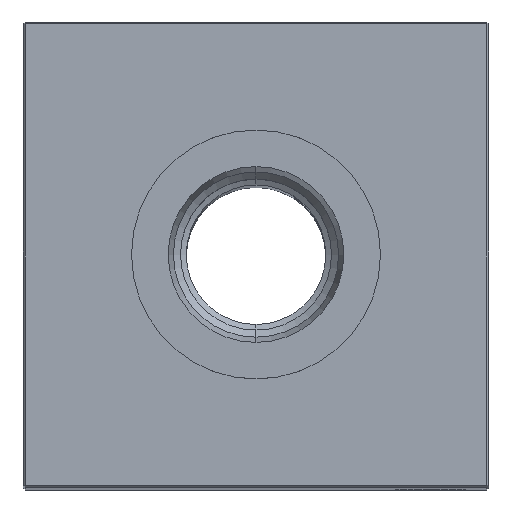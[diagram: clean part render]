
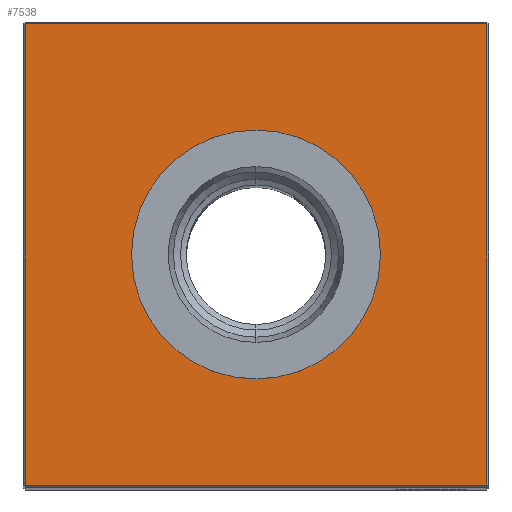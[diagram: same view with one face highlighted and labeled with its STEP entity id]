
A CAD part, top view. The second image highlights one B-rep face of the part: STEP entity #7538.
In plain terms, the highlighted planar face has unit normal (0, 0, 1).
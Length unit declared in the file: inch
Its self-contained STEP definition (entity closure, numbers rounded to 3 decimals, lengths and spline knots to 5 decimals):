
#64 = DIRECTION ( 'NONE',  ( -1., 0., 0. ) ) ;
#205 = LINE ( 'NONE', #8204, #18889 ) ;
#390 = FACE_BOUND ( 'NONE', #1063, .T. ) ;
#474 = VERTEX_POINT ( 'NONE', #732 ) ;
#732 = CARTESIAN_POINT ( 'NONE',  ( 1.24, -1.24, 9.25 ) ) ;
#970 = CIRCLE ( 'NONE', #4118, 0.66929 ) ;
#1041 = EDGE_CURVE ( 'NONE', #474, #5095, #5528, .T. ) ;
#1063 = EDGE_LOOP ( 'NONE', ( #20168, #5246 ) ) ;
#2190 = DIRECTION ( 'NONE',  ( 0., -1., 0. ) ) ;
#2376 = ORIENTED_EDGE ( 'NONE', *, *, #12678, .T. ) ;
#2482 = VECTOR ( 'NONE', #9721, 39.37008 ) ;
#3605 = LINE ( 'NONE', #10014, #18218 ) ;
#3624 = VERTEX_POINT ( 'NONE', #10647 ) ;
#4118 = AXIS2_PLACEMENT_3D ( 'NONE', #5621, #20180, #19808 ) ;
#4206 = FACE_OUTER_BOUND ( 'NONE', #24350, .T. ) ;
#4599 = VERTEX_POINT ( 'NONE', #7079 ) ;
#5095 = VERTEX_POINT ( 'NONE', #6101 ) ;
#5124 = EDGE_CURVE ( 'NONE', #6623, #474, #205, .T. ) ;
#5141 = AXIS2_PLACEMENT_3D ( 'NONE', #5512, #21043, #7479 ) ;
#5246 = ORIENTED_EDGE ( 'NONE', *, *, #12326, .T. ) ;
#5512 = CARTESIAN_POINT ( 'NONE',  ( 0., 0., 9.25 ) ) ;
#5528 = LINE ( 'NONE', #25611, #2482 ) ;
#5621 = CARTESIAN_POINT ( 'NONE',  ( 0., 0., 9.25 ) ) ;
#5702 = AXIS2_PLACEMENT_3D ( 'NONE', #6678, #24516, #8520 ) ;
#5876 = CARTESIAN_POINT ( 'NONE',  ( -1.24, 0., 9.25 ) ) ;
#6101 = CARTESIAN_POINT ( 'NONE',  ( 1.24, 1.24, 9.25 ) ) ;
#6424 = PLANE ( 'NONE',  #5702 ) ;
#6623 = VERTEX_POINT ( 'NONE', #17951 ) ;
#6678 = CARTESIAN_POINT ( 'NONE',  ( 0., 0., 9.25 ) ) ;
#7079 = CARTESIAN_POINT ( 'NONE',  ( -1.24, 1.24, 9.25 ) ) ;
#7479 = DIRECTION ( 'NONE',  ( -1., 0., 0. ) ) ;
#7538 = ADVANCED_FACE ( 'NONE', ( #4206, #390 ), #6424, .F. ) ;
#7833 = LINE ( 'NONE', #5876, #24404 ) ;
#8204 = CARTESIAN_POINT ( 'NONE',  ( 0., -1.24, 9.25 ) ) ;
#8520 = DIRECTION ( 'NONE',  ( -1., 0., 0. ) ) ;
#9691 = CARTESIAN_POINT ( 'NONE',  ( 0., -0.66929, 9.25 ) ) ;
#9721 = DIRECTION ( 'NONE',  ( 0., 1., 0. ) ) ;
#10014 = CARTESIAN_POINT ( 'NONE',  ( 0., 1.24, 9.25 ) ) ;
#10647 = CARTESIAN_POINT ( 'NONE',  ( 0., 0.66929, 9.25 ) ) ;
#12038 = ORIENTED_EDGE ( 'NONE', *, *, #5124, .T. ) ;
#12326 = EDGE_CURVE ( 'NONE', #16109, #3624, #21071, .T. ) ;
#12678 = EDGE_CURVE ( 'NONE', #4599, #6623, #7833, .T. ) ;
#15093 = ORIENTED_EDGE ( 'NONE', *, *, #1041, .T. ) ;
#15194 = EDGE_CURVE ( 'NONE', #3624, #16109, #970, .T. ) ;
#15972 = DIRECTION ( 'NONE',  ( 1., 0., 0. ) ) ;
#16109 = VERTEX_POINT ( 'NONE', #9691 ) ;
#16674 = EDGE_CURVE ( 'NONE', #5095, #4599, #3605, .T. ) ;
#17951 = CARTESIAN_POINT ( 'NONE',  ( -1.24, -1.24, 9.25 ) ) ;
#18218 = VECTOR ( 'NONE', #64, 39.37008 ) ;
#18889 = VECTOR ( 'NONE', #15972, 39.37008 ) ;
#19406 = ORIENTED_EDGE ( 'NONE', *, *, #16674, .T. ) ;
#19808 = DIRECTION ( 'NONE',  ( -1., 0., 0. ) ) ;
#20168 = ORIENTED_EDGE ( 'NONE', *, *, #15194, .T. ) ;
#20180 = DIRECTION ( 'NONE',  ( 0., 0., -1. ) ) ;
#21043 = DIRECTION ( 'NONE',  ( 0., 0., -1. ) ) ;
#21071 = CIRCLE ( 'NONE', #5141, 0.66929 ) ;
#24350 = EDGE_LOOP ( 'NONE', ( #2376, #12038, #15093, #19406 ) ) ;
#24404 = VECTOR ( 'NONE', #2190, 39.37008 ) ;
#24516 = DIRECTION ( 'NONE',  ( 0., 0., -1. ) ) ;
#25611 = CARTESIAN_POINT ( 'NONE',  ( 1.24, 0., 9.25 ) ) ;
